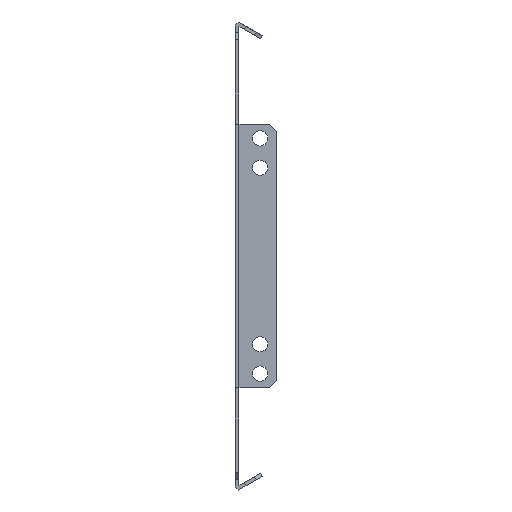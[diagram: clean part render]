
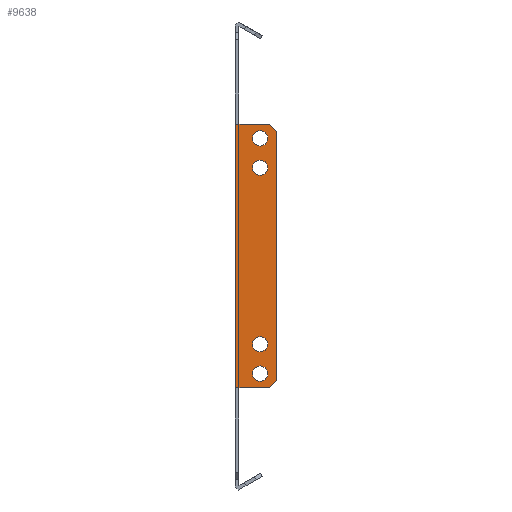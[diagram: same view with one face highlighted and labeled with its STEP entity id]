
A CAD part, front view. The second image highlights one B-rep face of the part: STEP entity #9638.
In plain terms, the highlighted planar face has unit normal (0, -1, 0).
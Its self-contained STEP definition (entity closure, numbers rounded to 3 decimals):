
#8 = EDGE_CURVE ( 'NONE', #6491, #8739, #6556, .T. ) ;
#249 = ORIENTED_EDGE ( 'NONE', *, *, #304, .F. ) ;
#304 = EDGE_CURVE ( 'NONE', #1125, #2852, #3967, .T. ) ;
#321 = ORIENTED_EDGE ( 'NONE', *, *, #3960, .F. ) ;
#348 = LINE ( 'NONE', #4328, #8496 ) ;
#382 = CARTESIAN_POINT ( 'NONE',  ( 0., -352.75, 0. ) ) ;
#449 = DIRECTION ( 'NONE',  ( 0., -1., 0. ) ) ;
#509 = VERTEX_POINT ( 'NONE', #6366 ) ;
#636 = ORIENTED_EDGE ( 'NONE', *, *, #2797, .T. ) ;
#742 = VERTEX_POINT ( 'NONE', #8706 ) ;
#872 = DIRECTION ( 'NONE',  ( -1., 0., 0. ) ) ;
#904 = ORIENTED_EDGE ( 'NONE', *, *, #9065, .F. ) ;
#923 = DIRECTION ( 'NONE',  ( -1., 0., 0. ) ) ;
#972 = CARTESIAN_POINT ( 'NONE',  ( 10.5, -352.75, -50. ) ) ;
#1125 = VERTEX_POINT ( 'NONE', #8903 ) ;
#1227 = LINE ( 'NONE', #7061, #8260 ) ;
#1457 = EDGE_CURVE ( 'NONE', #3247, #4822, #6569, .T. ) ;
#1558 = AXIS2_PLACEMENT_3D ( 'NONE', #7039, #3679, #8732 ) ;
#1591 = EDGE_LOOP ( 'NONE', ( #6680, #4243, #2385, #636, #5456, #4617, #9249, #6852 ) ) ;
#1640 = LINE ( 'NONE', #9835, #9939 ) ;
#1658 = FACE_OUTER_BOUND ( 'NONE', #1591, .T. ) ;
#1674 = DIRECTION ( 'NONE',  ( -1., 0., 0. ) ) ;
#1739 = DIRECTION ( 'NONE',  ( 0., 0., 1. ) ) ;
#1742 = AXIS2_PLACEMENT_3D ( 'NONE', #9878, #9825, #1674 ) ;
#1841 = VERTEX_POINT ( 'NONE', #3386 ) ;
#1889 = ORIENTED_EDGE ( 'NONE', *, *, #1457, .F. ) ;
#1937 = DIRECTION ( 'NONE',  ( 1., 0., 0. ) ) ;
#2056 = VECTOR ( 'NONE', #9260, 1000. ) ;
#2096 = EDGE_CURVE ( 'NONE', #10340, #5759, #348, .T. ) ;
#2302 = CIRCLE ( 'NONE', #8016, 3.25 ) ;
#2385 = ORIENTED_EDGE ( 'NONE', *, *, #7518, .T. ) ;
#2421 = DIRECTION ( 'NONE',  ( -1., 0., 0. ) ) ;
#2446 = EDGE_CURVE ( 'NONE', #8739, #6491, #6224, .T. ) ;
#2797 = EDGE_CURVE ( 'NONE', #1841, #8129, #7261, .T. ) ;
#2841 = CARTESIAN_POINT ( 'NONE',  ( 7.25, -352.75, 50. ) ) ;
#2852 = VERTEX_POINT ( 'NONE', #10607 ) ;
#2947 = LINE ( 'NONE', #4668, #10065 ) ;
#2973 = AXIS2_PLACEMENT_3D ( 'NONE', #10109, #3586, #9463 ) ;
#3080 = FACE_BOUND ( 'NONE', #9778, .T. ) ;
#3134 = DIRECTION ( 'NONE',  ( 0., 1., 0. ) ) ;
#3201 = ORIENTED_EDGE ( 'NONE', *, *, #10312, .F. ) ;
#3247 = VERTEX_POINT ( 'NONE', #7390 ) ;
#3278 = DIRECTION ( 'NONE',  ( 0., -1., 0. ) ) ;
#3288 = FACE_BOUND ( 'NONE', #7409, .T. ) ;
#3346 = EDGE_CURVE ( 'NONE', #4221, #4643, #2302, .T. ) ;
#3373 = CARTESIAN_POINT ( 'NONE',  ( 14.5, -352.75, -56. ) ) ;
#3386 = CARTESIAN_POINT ( 'NONE',  ( 2.5, -352.75, 56. ) ) ;
#3394 = DIRECTION ( 'NONE',  ( 0., -1., 0. ) ) ;
#3455 = VERTEX_POINT ( 'NONE', #10459 ) ;
#3586 = DIRECTION ( 'NONE',  ( 0., -1., 0. ) ) ;
#3600 = VECTOR ( 'NONE', #1937, 1000. ) ;
#3679 = DIRECTION ( 'NONE',  ( 0., -1., 0. ) ) ;
#3909 = ORIENTED_EDGE ( 'NONE', *, *, #2446, .F. ) ;
#3960 = EDGE_CURVE ( 'NONE', #2852, #1125, #7850, .T. ) ;
#3967 = CIRCLE ( 'NONE', #10027, 3.25 ) ;
#4042 = FACE_BOUND ( 'NONE', #9745, .T. ) ;
#4137 = VERTEX_POINT ( 'NONE', #3373 ) ;
#4216 = ORIENTED_EDGE ( 'NONE', *, *, #8, .F. ) ;
#4221 = VERTEX_POINT ( 'NONE', #2841 ) ;
#4243 = ORIENTED_EDGE ( 'NONE', *, *, #4326, .T. ) ;
#4326 = EDGE_CURVE ( 'NONE', #5759, #509, #1640, .T. ) ;
#4328 = CARTESIAN_POINT ( 'NONE',  ( 17.5, -352.75, 0. ) ) ;
#4418 = LINE ( 'NONE', #5915, #3600 ) ;
#4543 = DIRECTION ( 'NONE',  ( -1., 0., 0. ) ) ;
#4617 = ORIENTED_EDGE ( 'NONE', *, *, #4796, .F. ) ;
#4643 = VERTEX_POINT ( 'NONE', #5342 ) ;
#4668 = CARTESIAN_POINT ( 'NONE',  ( 17.5, -352.75, -53. ) ) ;
#4670 = AXIS2_PLACEMENT_3D ( 'NONE', #6573, #3134, #9688 ) ;
#4748 = DIRECTION ( 'NONE',  ( -1., 0., 0. ) ) ;
#4796 = EDGE_CURVE ( 'NONE', #742, #3455, #4956, .T. ) ;
#4822 = VERTEX_POINT ( 'NONE', #10131 ) ;
#4885 = AXIS2_PLACEMENT_3D ( 'NONE', #10686, #3278, #2421 ) ;
#4956 = LINE ( 'NONE', #7534, #5408 ) ;
#5342 = CARTESIAN_POINT ( 'NONE',  ( 13.75, -352.75, 50. ) ) ;
#5408 = VECTOR ( 'NONE', #872, 1000. ) ;
#5456 = ORIENTED_EDGE ( 'NONE', *, *, #9253, .T. ) ;
#5656 = DIRECTION ( 'NONE',  ( -1., 0., 0. ) ) ;
#5672 = CARTESIAN_POINT ( 'NONE',  ( 0., -352.75, 56. ) ) ;
#5759 = VERTEX_POINT ( 'NONE', #10168 ) ;
#5915 = CARTESIAN_POINT ( 'NONE',  ( 0., -352.75, -56. ) ) ;
#5998 = AXIS2_PLACEMENT_3D ( 'NONE', #9176, #9286, #6888 ) ;
#6122 = CARTESIAN_POINT ( 'NONE',  ( 17.5, -352.75, -53. ) ) ;
#6224 = CIRCLE ( 'NONE', #1742, 3.25 ) ;
#6366 = CARTESIAN_POINT ( 'NONE',  ( 14.5, -352.75, 56. ) ) ;
#6450 = DIRECTION ( 'NONE',  ( -0.707, 0., 0.707 ) ) ;
#6480 = ORIENTED_EDGE ( 'NONE', *, *, #3346, .F. ) ;
#6491 = VERTEX_POINT ( 'NONE', #9083 ) ;
#6556 = CIRCLE ( 'NONE', #1558, 3.25 ) ;
#6569 = CIRCLE ( 'NONE', #9531, 3.25 ) ;
#6573 = CARTESIAN_POINT ( 'NONE',  ( 0., -352.75, 0. ) ) ;
#6680 = ORIENTED_EDGE ( 'NONE', *, *, #2096, .T. ) ;
#6797 = CARTESIAN_POINT ( 'NONE',  ( 7.25, -352.75, -37.5 ) ) ;
#6852 = ORIENTED_EDGE ( 'NONE', *, *, #10213, .T. ) ;
#6888 = DIRECTION ( 'NONE',  ( -1., 0., 0. ) ) ;
#7039 = CARTESIAN_POINT ( 'NONE',  ( 10.5, -352.75, -37.5 ) ) ;
#7061 = CARTESIAN_POINT ( 'NONE',  ( 0., -352.75, 56. ) ) ;
#7206 = CARTESIAN_POINT ( 'NONE',  ( 2.5, -352.75, 56. ) ) ;
#7261 = LINE ( 'NONE', #7206, #9386 ) ;
#7390 = CARTESIAN_POINT ( 'NONE',  ( 13.75, -352.75, 37.5 ) ) ;
#7409 = EDGE_LOOP ( 'NONE', ( #3201, #1889 ) ) ;
#7518 = EDGE_CURVE ( 'NONE', #509, #1841, #1227, .T. ) ;
#7534 = CARTESIAN_POINT ( 'NONE',  ( 0., -352.75, -56. ) ) ;
#7737 = EDGE_LOOP ( 'NONE', ( #3909, #4216 ) ) ;
#7769 = CIRCLE ( 'NONE', #5998, 3.25 ) ;
#7850 = CIRCLE ( 'NONE', #4885, 3.25 ) ;
#7941 = DIRECTION ( 'NONE',  ( 0.707, 0., 0.707 ) ) ;
#8016 = AXIS2_PLACEMENT_3D ( 'NONE', #9599, #449, #4543 ) ;
#8117 = FACE_BOUND ( 'NONE', #7737, .T. ) ;
#8129 = VERTEX_POINT ( 'NONE', #5672 ) ;
#8229 = PLANE ( 'NONE',  #4670 ) ;
#8260 = VECTOR ( 'NONE', #8862, 1000. ) ;
#8496 = VECTOR ( 'NONE', #1739, 1000. ) ;
#8499 = LINE ( 'NONE', #382, #2056 ) ;
#8706 = CARTESIAN_POINT ( 'NONE',  ( 2.5, -352.75, -56. ) ) ;
#8732 = DIRECTION ( 'NONE',  ( -1., 0., 0. ) ) ;
#8739 = VERTEX_POINT ( 'NONE', #6797 ) ;
#8862 = DIRECTION ( 'NONE',  ( -1., 0., 0. ) ) ;
#8903 = CARTESIAN_POINT ( 'NONE',  ( 13.75, -352.75, -50. ) ) ;
#9065 = EDGE_CURVE ( 'NONE', #4643, #4221, #7769, .T. ) ;
#9083 = CARTESIAN_POINT ( 'NONE',  ( 13.75, -352.75, -37.5 ) ) ;
#9176 = CARTESIAN_POINT ( 'NONE',  ( 10.5, -352.75, 50. ) ) ;
#9224 = EDGE_CURVE ( 'NONE', #742, #4137, #4418, .T. ) ;
#9249 = ORIENTED_EDGE ( 'NONE', *, *, #9224, .T. ) ;
#9253 = EDGE_CURVE ( 'NONE', #8129, #3455, #8499, .T. ) ;
#9260 = DIRECTION ( 'NONE',  ( 0., 0., -1. ) ) ;
#9286 = DIRECTION ( 'NONE',  ( 0., -1., 0. ) ) ;
#9374 = CIRCLE ( 'NONE', #2973, 3.25 ) ;
#9386 = VECTOR ( 'NONE', #5656, 1000. ) ;
#9463 = DIRECTION ( 'NONE',  ( -1., 0., 0. ) ) ;
#9531 = AXIS2_PLACEMENT_3D ( 'NONE', #10606, #9759, #4748 ) ;
#9599 = CARTESIAN_POINT ( 'NONE',  ( 10.5, -352.75, 50. ) ) ;
#9638 = ADVANCED_FACE ( 'NONE', ( #8117, #4042, #3288, #3080, #1658 ), #8229, .F. ) ;
#9688 = DIRECTION ( 'NONE',  ( -1., 0., 0. ) ) ;
#9745 = EDGE_LOOP ( 'NONE', ( #321, #249 ) ) ;
#9759 = DIRECTION ( 'NONE',  ( 0., -1., 0. ) ) ;
#9778 = EDGE_LOOP ( 'NONE', ( #6480, #904 ) ) ;
#9825 = DIRECTION ( 'NONE',  ( 0., -1., 0. ) ) ;
#9835 = CARTESIAN_POINT ( 'NONE',  ( 14.5, -352.75, 56. ) ) ;
#9878 = CARTESIAN_POINT ( 'NONE',  ( 10.5, -352.75, -37.5 ) ) ;
#9939 = VECTOR ( 'NONE', #6450, 1000. ) ;
#10027 = AXIS2_PLACEMENT_3D ( 'NONE', #972, #3394, #923 ) ;
#10065 = VECTOR ( 'NONE', #7941, 1000. ) ;
#10109 = CARTESIAN_POINT ( 'NONE',  ( 10.5, -352.75, 37.5 ) ) ;
#10131 = CARTESIAN_POINT ( 'NONE',  ( 7.25, -352.75, 37.5 ) ) ;
#10168 = CARTESIAN_POINT ( 'NONE',  ( 17.5, -352.75, 53. ) ) ;
#10213 = EDGE_CURVE ( 'NONE', #4137, #10340, #2947, .T. ) ;
#10312 = EDGE_CURVE ( 'NONE', #4822, #3247, #9374, .T. ) ;
#10340 = VERTEX_POINT ( 'NONE', #6122 ) ;
#10459 = CARTESIAN_POINT ( 'NONE',  ( 0., -352.75, -56. ) ) ;
#10606 = CARTESIAN_POINT ( 'NONE',  ( 10.5, -352.75, 37.5 ) ) ;
#10607 = CARTESIAN_POINT ( 'NONE',  ( 7.25, -352.75, -50. ) ) ;
#10686 = CARTESIAN_POINT ( 'NONE',  ( 10.5, -352.75, -50. ) ) ;
